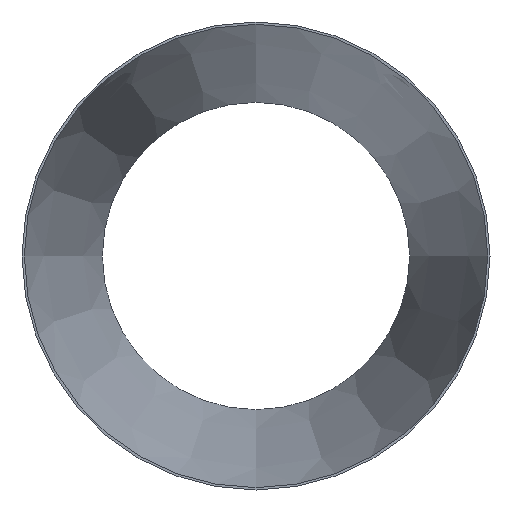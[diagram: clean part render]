
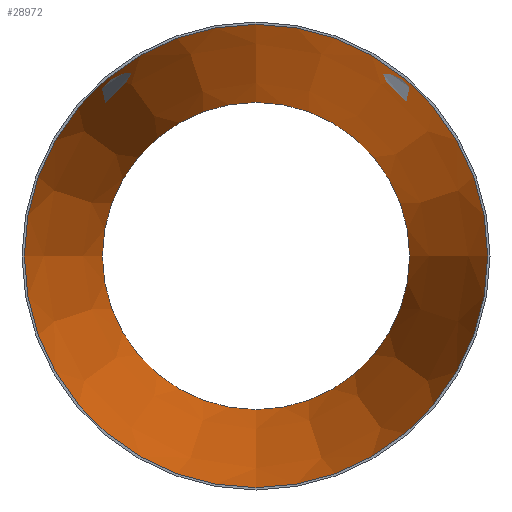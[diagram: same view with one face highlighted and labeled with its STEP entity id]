
A CAD part, front view. The second image highlights one B-rep face of the part: STEP entity #28972.
In plain terms, the highlighted conical face has half-angle 11.31 degrees and reference radius 301.741 mm.
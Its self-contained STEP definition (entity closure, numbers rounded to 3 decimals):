
#6352 = VERTEX_POINT ( 'NONE', #19058 ) ;
#8102 = CIRCLE ( 'NONE', #49521, 200.141 ) ;
#9343 = CONICAL_SURFACE ( 'NONE', #19722, 301.741, 0.197 ) ;
#10254 = DIRECTION ( 'NONE',  ( 0., -1., 0. ) ) ;
#10971 = AXIS2_PLACEMENT_3D ( 'NONE', #26658, #40385, #38843 ) ;
#11188 = EDGE_LOOP ( 'NONE', ( #13880 ) ) ;
#13880 = ORIENTED_EDGE ( 'NONE', *, *, #14377, .T. ) ;
#14043 = FACE_OUTER_BOUND ( 'NONE', #11188, .T. ) ;
#14320 = FACE_BOUND ( 'NONE', #18266, .T. ) ;
#14377 = EDGE_CURVE ( 'NONE', #6352, #6352, #31705, .T. ) ;
#18266 = EDGE_LOOP ( 'NONE', ( #22455 ) ) ;
#19058 = CARTESIAN_POINT ( 'NONE',  ( 0., 0., -301.741 ) ) ;
#19722 = AXIS2_PLACEMENT_3D ( 'NONE', #47311, #10254, #43256 ) ;
#22455 = ORIENTED_EDGE ( 'NONE', *, *, #37669, .F. ) ;
#25410 = DIRECTION ( 'NONE',  ( 0., 0., -1. ) ) ;
#25944 = DIRECTION ( 'NONE',  ( 0., -1., 0. ) ) ;
#26658 = CARTESIAN_POINT ( 'NONE',  ( 0., 0., 0. ) ) ;
#28972 = ADVANCED_FACE ( 'NONE', ( #14320, #14043 ), #9343, .F. ) ;
#29745 = CARTESIAN_POINT ( 'NONE',  ( 0., 508., 0. ) ) ;
#31705 = CIRCLE ( 'NONE', #10971, 301.741 ) ;
#35535 = VERTEX_POINT ( 'NONE', #51767 ) ;
#37669 = EDGE_CURVE ( 'NONE', #35535, #35535, #8102, .T. ) ;
#38843 = DIRECTION ( 'NONE',  ( 0., 0., -1. ) ) ;
#40385 = DIRECTION ( 'NONE',  ( 0., -1., 0. ) ) ;
#43256 = DIRECTION ( 'NONE',  ( 0., 0., -1. ) ) ;
#47311 = CARTESIAN_POINT ( 'NONE',  ( 0., 0., 0. ) ) ;
#49521 = AXIS2_PLACEMENT_3D ( 'NONE', #29745, #25944, #25410 ) ;
#51767 = CARTESIAN_POINT ( 'NONE',  ( 0., 508., -200.141 ) ) ;
